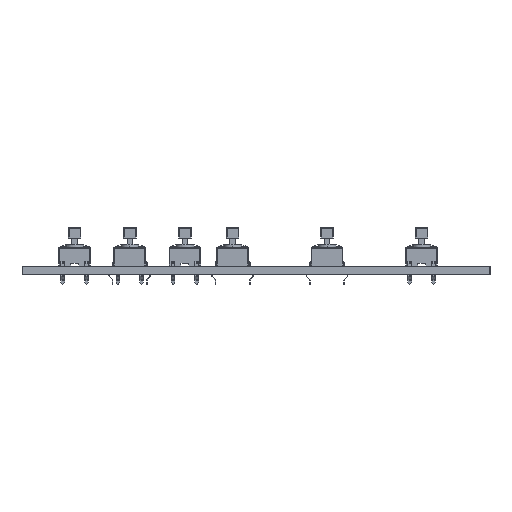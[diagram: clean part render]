
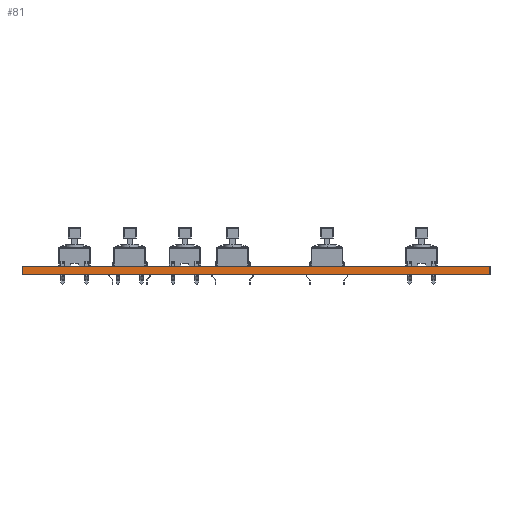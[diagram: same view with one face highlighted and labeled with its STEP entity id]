
A CAD part, left-side view. The second image highlights one B-rep face of the part: STEP entity #81.
In plain terms, the highlighted planar face has unit normal (-1, 0, 0).
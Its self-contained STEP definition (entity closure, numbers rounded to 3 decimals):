
#81 = ADVANCED_FACE('',(#82),#116,.F.);
#82 = FACE_BOUND('',#83,.F.);
#83 = EDGE_LOOP('',(#84,#94,#102,#110));
#84 = ORIENTED_EDGE('',*,*,#85,.T.);
#85 = EDGE_CURVE('',#86,#88,#90,.T.);
#86 = VERTEX_POINT('',#87);
#87 = CARTESIAN_POINT('',(32.781,136.075,0.));
#88 = VERTEX_POINT('',#89);
#89 = CARTESIAN_POINT('',(32.781,136.075,1.691));
#90 = LINE('',#91,#92);
#91 = CARTESIAN_POINT('',(32.781,136.075,0.));
#92 = VECTOR('',#93,1.);
#93 = DIRECTION('',(0.,0.,1.));
#94 = ORIENTED_EDGE('',*,*,#95,.T.);
#95 = EDGE_CURVE('',#88,#96,#98,.T.);
#96 = VERTEX_POINT('',#97);
#97 = CARTESIAN_POINT('',(32.781,47.469,1.691));
#98 = LINE('',#99,#100);
#99 = CARTESIAN_POINT('',(32.781,149.069,1.691));
#100 = VECTOR('',#101,1.);
#101 = DIRECTION('',(0.,-1.,0.));
#102 = ORIENTED_EDGE('',*,*,#103,.F.);
#103 = EDGE_CURVE('',#104,#96,#106,.T.);
#104 = VERTEX_POINT('',#105);
#105 = CARTESIAN_POINT('',(32.781,47.469,0.));
#106 = LINE('',#107,#108);
#107 = CARTESIAN_POINT('',(32.781,47.469,0.));
#108 = VECTOR('',#109,1.);
#109 = DIRECTION('',(0.,0.,1.));
#110 = ORIENTED_EDGE('',*,*,#111,.F.);
#111 = EDGE_CURVE('',#86,#104,#112,.T.);
#112 = LINE('',#113,#114);
#113 = CARTESIAN_POINT('',(32.781,149.069,0.));
#114 = VECTOR('',#115,1.);
#115 = DIRECTION('',(0.,-1.,0.));
#116 = PLANE('',#117);
#117 = AXIS2_PLACEMENT_3D('',#118,#119,#120);
#118 = CARTESIAN_POINT('',(32.781,136.075,0.));
#119 = DIRECTION('',(1.,0.,-0.));
#120 = DIRECTION('',(0.,-1.,0.));
